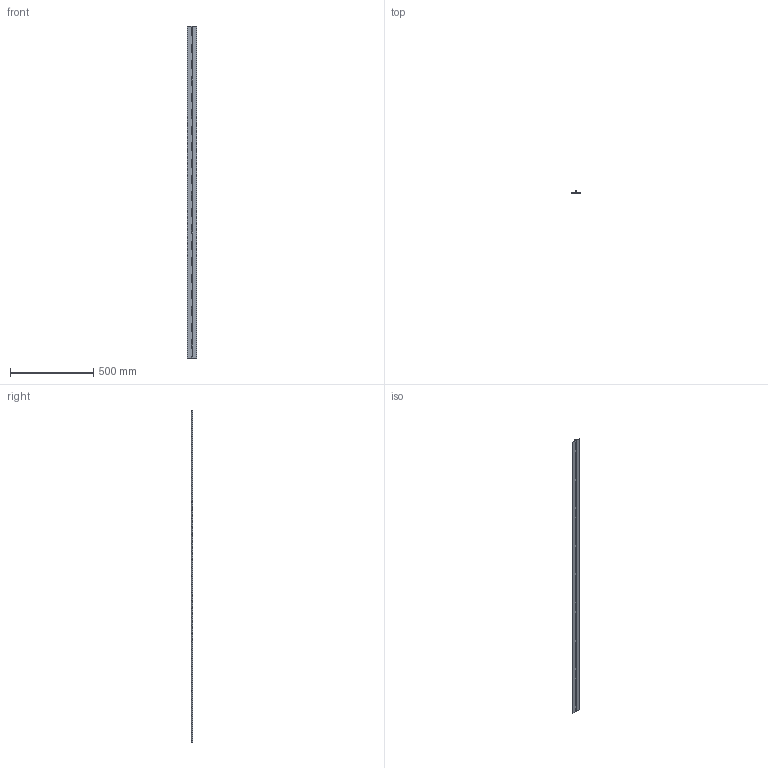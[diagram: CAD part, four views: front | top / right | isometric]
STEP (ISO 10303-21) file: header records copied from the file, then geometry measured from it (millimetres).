
FILE_DESCRIPTION (( 'STEP AP203' ), '1' );
FILE_NAME ('B-1805-160.STEP', '2022-04-05T06:43:47', ( '' ), ( '' ), 'SwSTEP 2.0', 'SolidWorks 2021', '' );
FILE_SCHEMA (( 'CONFIG_CONTROL_DESIGN' ));
Length unit declared in the file: millimetre
Products named in the file (4): B-1805-160; B-1805-160_HINGE B_; B-1805-160_SHAFT_; B-1805-160_HINGE A_
Assembly tree (3 placements, depth 2):
  B-1805-160
    B-1805-160_HINGE A_
    B-1805-160_HINGE B_
    B-1805-160_SHAFT_
Bounding box: 60 x 9 x 2000 mm (x, y, z)
Volume: 335709.2 mm3; surface area: 338494.6 mm2
Topology: 3 solids, 3 shells, 348 faces, 1026 edges, 684 vertices
Faces by surface type: cylinder 212, plane 136
Entity records: 12356 total; most frequent: DIRECTION 2158, CARTESIAN_POINT 2064, ORIENTED_EDGE 2052, EDGE_CURVE 1026, AXIS2_PLACEMENT_3D 778, VERTEX_POINT 684, LINE 602, VECTOR 602
